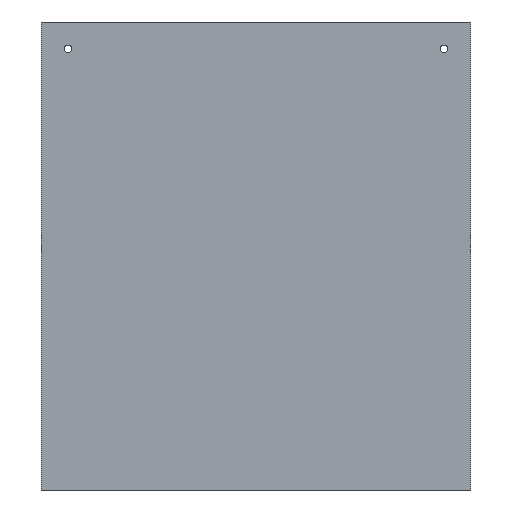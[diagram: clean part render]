
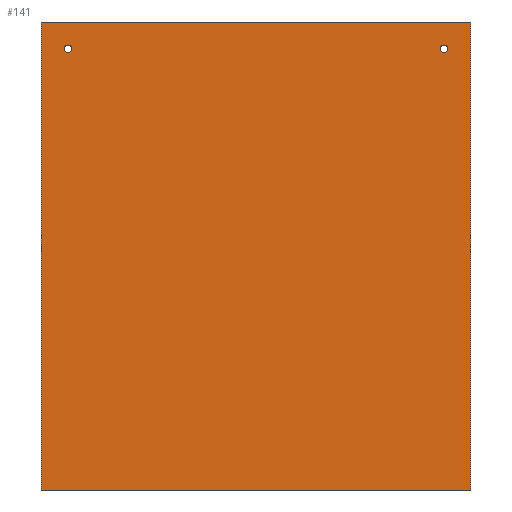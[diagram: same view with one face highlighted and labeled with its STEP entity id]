
A CAD part, left-side view. The second image highlights one B-rep face of the part: STEP entity #141.
In plain terms, the highlighted planar face has unit normal (-1, 0, 0).
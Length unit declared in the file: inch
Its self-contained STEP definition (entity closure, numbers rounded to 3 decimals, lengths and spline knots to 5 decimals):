
#15=LINE('',#231,#27);
#16=LINE('',#233,#28);
#17=LINE('',#235,#29);
#18=LINE('',#236,#30);
#27=VECTOR('',#195,39.37008);
#28=VECTOR('',#196,39.37008);
#29=VECTOR('',#197,39.37008);
#30=VECTOR('',#198,39.37008);
#39=PLANE('',#173);
#47=FACE_BOUND('',#64,.T.);
#48=FACE_BOUND('',#65,.T.);
#53=FACE_OUTER_BOUND('',#63,.T.);
#63=EDGE_LOOP('',(#109,#110,#111,#112));
#64=EDGE_LOOP('',(#113));
#65=EDGE_LOOP('',(#114));
#74=CIRCLE('',#169,0.125);
#76=CIRCLE('',#172,0.125);
#78=VERTEX_POINT('',#221);
#80=VERTEX_POINT('',#226);
#81=VERTEX_POINT('',#229);
#82=VERTEX_POINT('',#230);
#83=VERTEX_POINT('',#232);
#84=VERTEX_POINT('',#234);
#90=EDGE_CURVE('',#78,#78,#74,.T.);
#92=EDGE_CURVE('',#80,#80,#76,.T.);
#93=EDGE_CURVE('',#81,#82,#15,.T.);
#94=EDGE_CURVE('',#82,#83,#16,.T.);
#95=EDGE_CURVE('',#83,#84,#17,.T.);
#96=EDGE_CURVE('',#84,#81,#18,.T.);
#109=ORIENTED_EDGE('',*,*,#93,.T.);
#110=ORIENTED_EDGE('',*,*,#94,.T.);
#111=ORIENTED_EDGE('',*,*,#95,.T.);
#112=ORIENTED_EDGE('',*,*,#96,.T.);
#113=ORIENTED_EDGE('',*,*,#92,.T.);
#114=ORIENTED_EDGE('',*,*,#90,.T.);
#141=ADVANCED_FACE('',(#53,#47,#48),#39,.T.);
#169=AXIS2_PLACEMENT_3D('',#222,#185,#186);
#172=AXIS2_PLACEMENT_3D('',#227,#191,#192);
#173=AXIS2_PLACEMENT_3D('',#228,#193,#194);
#185=DIRECTION('center_axis',(1.,0.,0.));
#186=DIRECTION('ref_axis',(0.,-1.,0.));
#191=DIRECTION('center_axis',(1.,0.,0.));
#192=DIRECTION('ref_axis',(0.,-1.,0.));
#193=DIRECTION('center_axis',(-1.,0.,0.));
#194=DIRECTION('ref_axis',(0.,-1.,0.));
#195=DIRECTION('',(0.,0.,1.));
#196=DIRECTION('',(0.,1.,0.));
#197=DIRECTION('',(0.,0.,-1.));
#198=DIRECTION('',(0.,-1.,0.));
#221=CARTESIAN_POINT('',(25.97105,-0.91611,59.00319));
#222=CARTESIAN_POINT('Origin',(25.97105,-0.79111,59.00319));
#226=CARTESIAN_POINT('',(25.97105,11.33389,59.00319));
#227=CARTESIAN_POINT('Origin',(25.97105,11.45889,59.00319));
#228=CARTESIAN_POINT('Origin',(25.97105,5.33389,52.25319));
#229=CARTESIAN_POINT('',(25.97105,-1.66611,44.62819));
#230=CARTESIAN_POINT('',(25.97105,-1.66611,59.87819));
#231=CARTESIAN_POINT('',(25.97105,-1.66611,52.25319));
#232=CARTESIAN_POINT('',(25.97105,12.33389,59.87819));
#233=CARTESIAN_POINT('',(25.97105,5.33389,59.87819));
#234=CARTESIAN_POINT('',(25.97105,12.33389,44.62819));
#235=CARTESIAN_POINT('',(25.97105,12.33389,52.25319));
#236=CARTESIAN_POINT('',(25.97105,5.33389,44.62819));
